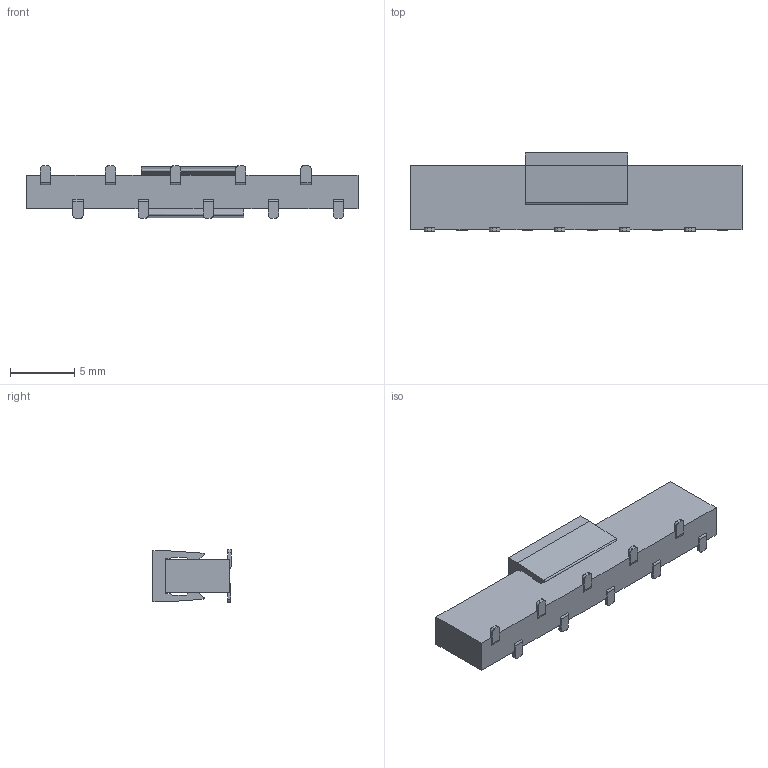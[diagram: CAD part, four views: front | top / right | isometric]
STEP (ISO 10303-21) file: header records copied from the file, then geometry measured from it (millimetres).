
FILE_DESCRIPTION( ('This file contains a STEP AP42 implementation' ,'as created by ZW3D STEP Interface translator.') ,'2;1' );
FILE_NAME( '2150-1XXMXXCUNX1.stp' ,'23 427.152010', (''), ('ZWCAD Software Co.'), 'Version 1.0', 'ZW3D to STEP translator', '' );
FILE_SCHEMA(('AUTOMOTIVE_DESIGN { 1 0 10303 214 1 1 1 1 }'));
Length unit declared in the file: millimetre
Products named in the file (2): 0; 2150-120mxxcunx1
Bounding box: 25.9 x 6.1 x 4.1 mm (x, y, z)
Volume: 301.1 mm3; surface area: 1080.5 mm2
Topology: 1 solids, 3 shells, 794 faces, 2326 edges, 1524 vertices
Faces by surface type: plane 560, cylinder 214, torus 20
Entity records: 28061 total; most frequent: CARTESIAN_POINT 6211, ORIENTED_EDGE 4672, DIRECTION 4016, EDGE_CURVE 2326, VECTOR 1778, LINE 1778, VERTEX_POINT 1524, AXIS2_PLACEMENT_3D 1119
